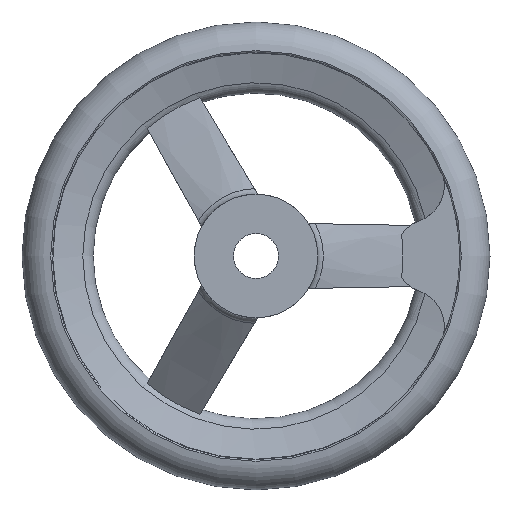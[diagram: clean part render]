
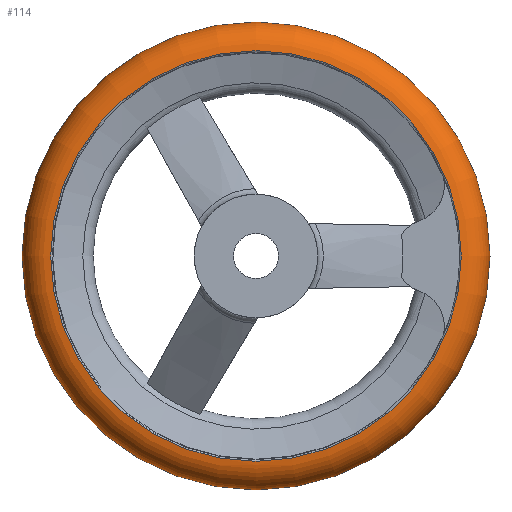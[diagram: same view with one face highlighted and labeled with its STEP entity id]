
A CAD part, front view. The second image highlights one B-rep face of the part: STEP entity #114.
In plain terms, the highlighted toroidal (fillet/blend) face has major radius 54.5 mm and minor radius 8 mm.
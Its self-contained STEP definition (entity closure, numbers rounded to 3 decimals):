
#114 = ADVANCED_FACE( '', ( #249, #250, #251 ), #252, .T. );
#249 = FACE_BOUND( '', #408, .T. );
#250 = FACE_OUTER_BOUND( '', #409, .T. );
#251 = FACE_OUTER_BOUND( '', #410, .T. );
#252 = TOROIDAL_SURFACE( '', #411, 54.5, 8. );
#408 = VERTEX_LOOP( '', #689 );
#409 = EDGE_LOOP( '', ( #690 ) );
#410 = EDGE_LOOP( '', ( #691 ) );
#411 = AXIS2_PLACEMENT_3D( '', #692, #693, #694 );
#689 = VERTEX_POINT( '', #1023 );
#690 = ORIENTED_EDGE( '', *, *, #1024, .T. );
#691 = ORIENTED_EDGE( '', *, *, #1025, .F. );
#692 = CARTESIAN_POINT( '', ( 0., 28., 0. ) );
#693 = DIRECTION( '', ( 0., -1., 0. ) );
#694 = DIRECTION( '', ( 0., 0., -1. ) );
#1023 = CARTESIAN_POINT( '', ( 0., 28., -62.5 ) );
#1024 = EDGE_CURVE( '', #1259, #1259, #1260, .T. );
#1025 = EDGE_CURVE( '', #1261, #1261, #1262, .T. );
#1259 = VERTEX_POINT( '', #1903 );
#1260 = CIRCLE( '', #1904, 54.833 );
#1261 = VERTEX_POINT( '', #1905 );
#1262 = CIRCLE( '', #1906, 54.833 );
#1903 = CARTESIAN_POINT( '', ( 0., 35.993, -54.833 ) );
#1904 = AXIS2_PLACEMENT_3D( '', #2188, #2189, #2190 );
#1905 = CARTESIAN_POINT( '', ( 0., 20.007, -54.833 ) );
#1906 = AXIS2_PLACEMENT_3D( '', #2191, #2192, #2193 );
#2188 = CARTESIAN_POINT( '', ( 0., 35.993, 0. ) );
#2189 = DIRECTION( '', ( 0., -1., 0. ) );
#2190 = DIRECTION( '', ( 0., 0., -1. ) );
#2191 = CARTESIAN_POINT( '', ( 0., 20.007, 0. ) );
#2192 = DIRECTION( '', ( 0., -1., 0. ) );
#2193 = DIRECTION( '', ( 0., 0., -1. ) );
